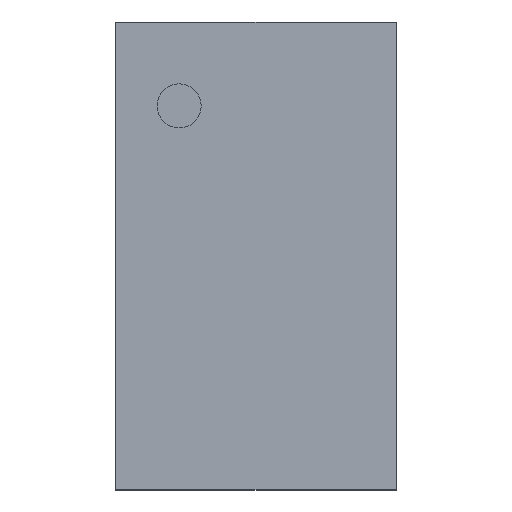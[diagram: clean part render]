
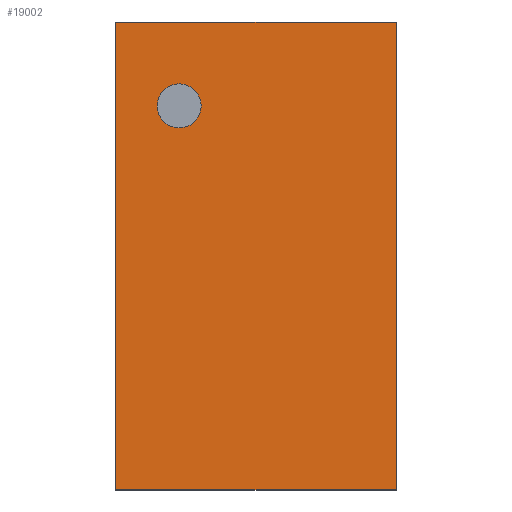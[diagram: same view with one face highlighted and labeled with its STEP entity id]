
A CAD part, top view. The second image highlights one B-rep face of the part: STEP entity #19002.
In plain terms, the highlighted planar face has unit normal (0, 0, 1).
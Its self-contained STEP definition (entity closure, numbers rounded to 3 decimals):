
#851 = FACE_OUTER_BOUND ( 'NONE', #20407, .T. ) ;
#1025 = CARTESIAN_POINT ( 'NONE',  ( 3., 0., 1.5 ) ) ;
#1239 = ORIENTED_EDGE ( 'NONE', *, *, #11829, .F. ) ;
#1928 = ORIENTED_EDGE ( 'NONE', *, *, #7858, .T. ) ;
#2149 = LINE ( 'NONE', #19997, #14279 ) ;
#2234 = CARTESIAN_POINT ( 'NONE',  ( 0.678, 4.103, 1.5 ) ) ;
#2266 = LINE ( 'NONE', #13264, #10208 ) ;
#2351 = ORIENTED_EDGE ( 'NONE', *, *, #3929, .T. ) ;
#3457 = CARTESIAN_POINT ( 'NONE',  ( 3., 5., 1.5 ) ) ;
#3593 = FACE_BOUND ( 'NONE', #5865, .T. ) ;
#3722 = LINE ( 'NONE', #8793, #20062 ) ;
#3733 = VERTEX_POINT ( 'NONE', #10511 ) ;
#3929 = EDGE_CURVE ( 'NONE', #16126, #15152, #15077, .T. ) ;
#4158 = DIRECTION ( 'NONE',  ( 0., 0., 1. ) ) ;
#4483 = DIRECTION ( 'NONE',  ( 1., 0., 0. ) ) ;
#4658 = ORIENTED_EDGE ( 'NONE', *, *, #6506, .T. ) ;
#5519 = EDGE_CURVE ( 'NONE', #13539, #16520, #2266, .T. ) ;
#5528 = DIRECTION ( 'NONE',  ( 1., 0., 0. ) ) ;
#5865 = EDGE_LOOP ( 'NONE', ( #1239, #11071 ) ) ;
#6009 = CARTESIAN_POINT ( 'NONE',  ( 0., 0., 1.5 ) ) ;
#6011 = AXIS2_PLACEMENT_3D ( 'NONE', #6153, #18746, #18946 ) ;
#6153 = CARTESIAN_POINT ( 'NONE',  ( 0.678, 4.103, 1.5 ) ) ;
#6506 = EDGE_CURVE ( 'NONE', #15152, #13539, #3722, .T. ) ;
#7010 = CIRCLE ( 'NONE', #6011, 0.236 ) ;
#7213 = PLANE ( 'NONE',  #14337 ) ;
#7858 = EDGE_CURVE ( 'NONE', #16520, #16126, #2149, .T. ) ;
#8142 = CIRCLE ( 'NONE', #13329, 0.236 ) ;
#8793 = CARTESIAN_POINT ( 'NONE',  ( 0.2, 5., 1.5 ) ) ;
#9396 = VECTOR ( 'NONE', #9402, 1000. ) ;
#9402 = DIRECTION ( 'NONE',  ( 0., 1., 0. ) ) ;
#10208 = VECTOR ( 'NONE', #15055, 1000. ) ;
#10511 = CARTESIAN_POINT ( 'NONE',  ( 0.914, 4.103, 1.5 ) ) ;
#11071 = ORIENTED_EDGE ( 'NONE', *, *, #14175, .F. ) ;
#11829 = EDGE_CURVE ( 'NONE', #3733, #14069, #7010, .T. ) ;
#11868 = CARTESIAN_POINT ( 'NONE',  ( 0., 0., 1.5 ) ) ;
#12983 = CARTESIAN_POINT ( 'NONE',  ( 0., 5., 1.5 ) ) ;
#13264 = CARTESIAN_POINT ( 'NONE',  ( 0., 4.675, 1.5 ) ) ;
#13329 = AXIS2_PLACEMENT_3D ( 'NONE', #2234, #14890, #18103 ) ;
#13536 = DIRECTION ( 'NONE',  ( -1., 0., 0. ) ) ;
#13539 = VERTEX_POINT ( 'NONE', #12983 ) ;
#14069 = VERTEX_POINT ( 'NONE', #17754 ) ;
#14175 = EDGE_CURVE ( 'NONE', #14069, #3733, #8142, .T. ) ;
#14279 = VECTOR ( 'NONE', #4483, 1000. ) ;
#14337 = AXIS2_PLACEMENT_3D ( 'NONE', #11868, #4158, #5528 ) ;
#14890 = DIRECTION ( 'NONE',  ( 0., 0., 1. ) ) ;
#15055 = DIRECTION ( 'NONE',  ( 0., -1., 0. ) ) ;
#15077 = LINE ( 'NONE', #15669, #9396 ) ;
#15152 = VERTEX_POINT ( 'NONE', #3457 ) ;
#15669 = CARTESIAN_POINT ( 'NONE',  ( 3., 4.675, 1.5 ) ) ;
#16126 = VERTEX_POINT ( 'NONE', #1025 ) ;
#16520 = VERTEX_POINT ( 'NONE', #6009 ) ;
#17754 = CARTESIAN_POINT ( 'NONE',  ( 0.442, 4.103, 1.5 ) ) ;
#18103 = DIRECTION ( 'NONE',  ( 1., 0., 0. ) ) ;
#18746 = DIRECTION ( 'NONE',  ( 0., 0., 1. ) ) ;
#18946 = DIRECTION ( 'NONE',  ( 1., 0., 0. ) ) ;
#19002 = ADVANCED_FACE ( 'NONE', ( #3593, #851 ), #7213, .T. ) ;
#19614 = ORIENTED_EDGE ( 'NONE', *, *, #5519, .T. ) ;
#19997 = CARTESIAN_POINT ( 'NONE',  ( 0.2, 0., 1.5 ) ) ;
#20062 = VECTOR ( 'NONE', #13536, 1000. ) ;
#20407 = EDGE_LOOP ( 'NONE', ( #19614, #1928, #2351, #4658 ) ) ;
